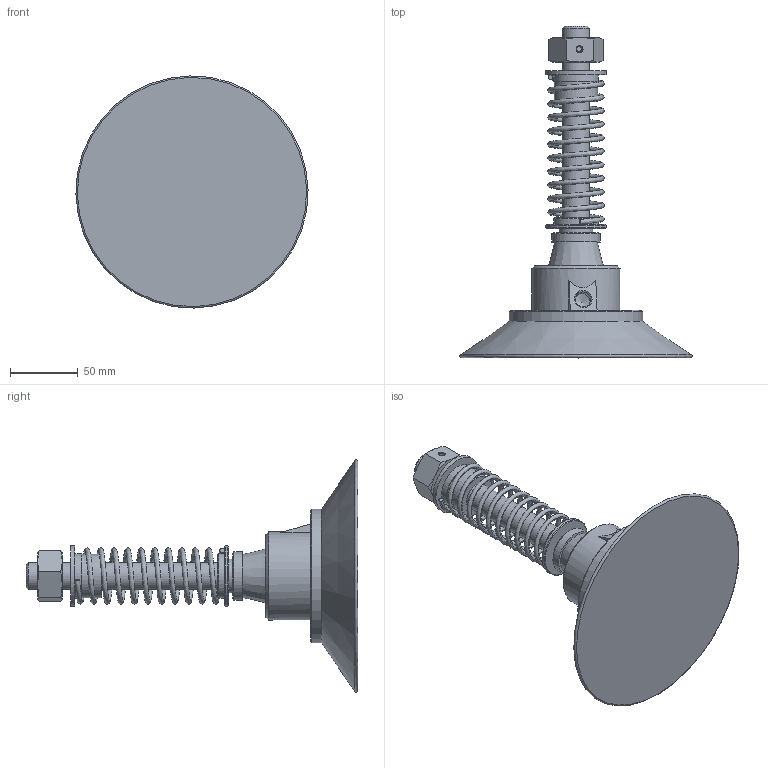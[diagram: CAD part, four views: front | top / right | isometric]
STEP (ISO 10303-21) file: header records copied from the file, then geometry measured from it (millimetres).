
FILE_DESCRIPTION(/* description */ (''),/* implementation_level */ '2;1');
FILE_NAME(/* name */ 'vdlcm60170sb.stp',/* time_stamp */ '2020-11-19T10:32:41+01:00',/* author */ ('enginyeria'),/* organization */ (''),/* preprocessor_version */ 'ST-DEVELOPER v17.2',/* originating_system */ 'Autodesk Inventor 2019',/* authorisation */ '');
FILE_SCHEMA (('CONFIG_CONTROL_DESIGN'));
Length unit declared in the file: millimetre
Products named in the file (1): vdlcm60170sb
Bounding box: 171.46 x 245 x 171.46 mm (x, y, z)
Volume: 696539.3 mm3; surface area: 101472.1 mm2
Topology: 4 solids, 4 shells, 79 faces, 178 edges, 121 vertices
Faces by surface type: plane 31, cone 27, cylinder 18, bspline 2, torus 1
Full cylindrical faces by diameter (mm): 4.134 x1, 11.445 x1, 19.98 x1, 20 x1, 20.752 x1, 21 x2, 25 x1, 32 x1, 33 x2, 35.5 x1, 45 x2, 50 x1, 65 x1, 80.5 x1, 98.5 x1
Entity records: 12908 total; most frequent: CARTESIAN_POINT 10951, DIRECTION 404, ORIENTED_EDGE 354, AXIS2_PLACEMENT_3D 179, EDGE_CURVE 177, VERTEX_POINT 121, CIRCLE 100, EDGE_LOOP 98
